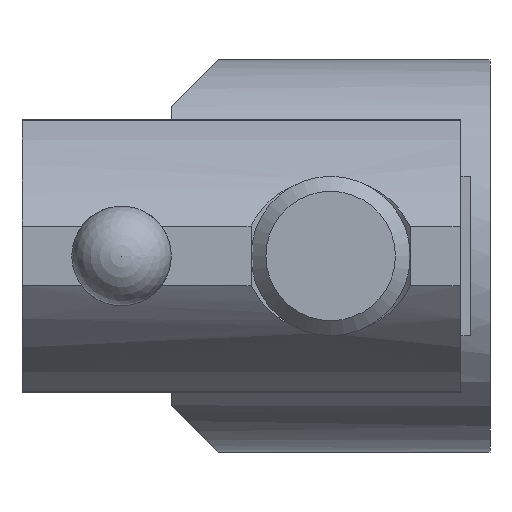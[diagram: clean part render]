
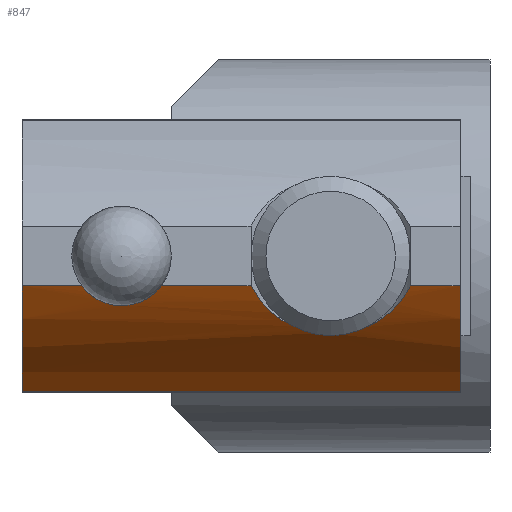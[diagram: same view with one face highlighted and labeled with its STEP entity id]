
A CAD part, left-side view. The second image highlights one B-rep face of the part: STEP entity #847.
In plain terms, the highlighted cylindrical face has radius 15 mm (diameter 30 mm), a partial arc.
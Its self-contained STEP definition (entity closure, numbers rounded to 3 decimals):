
#90=FACE_OUTER_BOUND('',#142,.T.);
#142=EDGE_LOOP('',(#608,#609,#610,#611,#612,#613,#614,#615));
#199=B_SPLINE_CURVE_WITH_KNOTS('',3,(#1393,#1394,#1395,#1396,#1397,#1398,
#1399,#1400,#1401,#1402,#1403,#1404,#1405,#1406),.UNSPECIFIED.,.F.,.F.,
(4,2,2,2,2,2,4),(-1.043,-0.995,-0.9,
-0.806,-0.711,-0.616,-0.568),
 .UNSPECIFIED.);
#202=B_SPLINE_CURVE_WITH_KNOTS('',3,(#1463,#1464,#1465,#1466,#1467,#1468,
#1469,#1470,#1471,#1472,#1473,#1474,#1475,#1476,#1477,#1478,#1479,#1480,
#1481),.UNSPECIFIED.,.F.,.F.,(4,2,2,2,3,2,2,2,4),(-0.525,-0.436,
-0.218,-0.109,0.,0.109,0.218,
0.436,0.525),.UNSPECIFIED.);
#217=LINE('',#1452,#279);
#218=LINE('',#1457,#280);
#219=LINE('',#1461,#281);
#220=LINE('',#1482,#282);
#279=VECTOR('',#1127,1000.);
#280=VECTOR('',#1132,1000.);
#281=VECTOR('',#1135,1000.);
#282=VECTOR('',#1136,1000.);
#341=CIRCLE('',#1005,15.);
#342=CIRCLE('',#1006,15.);
#385=VERTEX_POINT('',#1390);
#386=VERTEX_POINT('',#1392);
#394=VERTEX_POINT('',#1450);
#395=VERTEX_POINT('',#1454);
#396=VERTEX_POINT('',#1456);
#397=VERTEX_POINT('',#1458);
#398=VERTEX_POINT('',#1460);
#399=VERTEX_POINT('',#1462);
#466=EDGE_CURVE('',#385,#386,#199,.T.);
#478=EDGE_CURVE('',#385,#394,#217,.T.);
#479=EDGE_CURVE('',#394,#395,#341,.T.);
#480=EDGE_CURVE('',#396,#395,#218,.T.);
#481=EDGE_CURVE('',#397,#396,#342,.T.);
#482=EDGE_CURVE('',#397,#398,#219,.T.);
#483=EDGE_CURVE('',#399,#398,#202,.T.);
#484=EDGE_CURVE('',#399,#386,#220,.T.);
#608=ORIENTED_EDGE('',*,*,#466,.F.);
#609=ORIENTED_EDGE('',*,*,#478,.T.);
#610=ORIENTED_EDGE('',*,*,#479,.T.);
#611=ORIENTED_EDGE('',*,*,#480,.F.);
#612=ORIENTED_EDGE('',*,*,#481,.F.);
#613=ORIENTED_EDGE('',*,*,#482,.T.);
#614=ORIENTED_EDGE('',*,*,#483,.F.);
#615=ORIENTED_EDGE('',*,*,#484,.T.);
#836=CYLINDRICAL_SURFACE('',#1004,15.);
#847=ADVANCED_FACE('',(#90),#836,.T.);
#1004=AXIS2_PLACEMENT_3D('',#1453,#1128,#1129);
#1005=AXIS2_PLACEMENT_3D('',#1455,#1130,#1131);
#1006=AXIS2_PLACEMENT_3D('',#1459,#1133,#1134);
#1127=DIRECTION('',(0.,-1.,0.));
#1128=DIRECTION('center_axis',(0.,-1.,0.));
#1129=DIRECTION('ref_axis',(0.,0.,-1.));
#1130=DIRECTION('center_axis',(0.,1.,0.));
#1131=DIRECTION('ref_axis',(1.,0.,0.));
#1132=DIRECTION('',(0.,-1.,0.));
#1133=DIRECTION('center_axis',(0.,1.,0.));
#1134=DIRECTION('ref_axis',(1.,0.,0.));
#1135=DIRECTION('',(0.,-1.,0.));
#1136=DIRECTION('',(0.,-1.,0.));
#1390=CARTESIAN_POINT('',(7.,-12.5,-1.5));
#1392=CARTESIAN_POINT('',(7.,-8.5,-1.5));
#1393=CARTESIAN_POINT('Ctrl Pts',(7.,-12.5,-1.5));
#1394=CARTESIAN_POINT('Ctrl Pts',(6.92,-12.412,-1.618));
#1395=CARTESIAN_POINT('Ctrl Pts',(6.844,-12.313,-1.727));
#1396=CARTESIAN_POINT('Ctrl Pts',(6.636,-12.,-2.02));
#1397=CARTESIAN_POINT('Ctrl Pts',(6.503,-11.736,-2.196));
#1398=CARTESIAN_POINT('Ctrl Pts',(6.316,-11.144,-2.437));
#1399=CARTESIAN_POINT('Ctrl Pts',(6.265,-10.816,-2.5));
#1400=CARTESIAN_POINT('Ctrl Pts',(6.265,-10.184,-2.5));
#1401=CARTESIAN_POINT('Ctrl Pts',(6.316,-9.856,-2.437));
#1402=CARTESIAN_POINT('Ctrl Pts',(6.503,-9.264,-2.196));
#1403=CARTESIAN_POINT('Ctrl Pts',(6.636,-9.,-2.02));
#1404=CARTESIAN_POINT('Ctrl Pts',(6.844,-8.687,-1.727));
#1405=CARTESIAN_POINT('Ctrl Pts',(6.92,-8.588,-1.618));
#1406=CARTESIAN_POINT('Ctrl Pts',(7.,-8.5,-1.5));
#1450=CARTESIAN_POINT('',(7.,-15.5,-1.5));
#1452=CARTESIAN_POINT('',(7.,6.5,-1.5));
#1453=CARTESIAN_POINT('Origin',(-5.444,6.5,6.876));
#1454=CARTESIAN_POINT('',(0.705,-15.5,-6.806));
#1455=CARTESIAN_POINT('Origin',(-5.444,-15.5,6.876));
#1456=CARTESIAN_POINT('',(0.705,6.5,-6.806));
#1457=CARTESIAN_POINT('',(0.705,6.5,-6.806));
#1458=CARTESIAN_POINT('',(7.,6.5,-1.5));
#1459=CARTESIAN_POINT('Origin',(-5.444,6.5,6.876));
#1460=CARTESIAN_POINT('',(7.,4.,-1.5));
#1461=CARTESIAN_POINT('',(7.,6.5,-1.5));
#1462=CARTESIAN_POINT('',(7.,-4.,-1.5));
#1463=CARTESIAN_POINT('Ctrl Pts',(7.,-4.,-1.5));
#1464=CARTESIAN_POINT('Ctrl Pts',(6.835,-3.876,-1.744));
#1465=CARTESIAN_POINT('Ctrl Pts',(6.671,-3.736,-1.973));
#1466=CARTESIAN_POINT('Ctrl Pts',(6.138,-3.219,-2.677));
#1467=CARTESIAN_POINT('Ctrl Pts',(5.74,-2.706,-3.129));
#1468=CARTESIAN_POINT('Ctrl Pts',(5.311,-1.771,-3.582));
#1469=CARTESIAN_POINT('Ctrl Pts',(5.196,-1.432,-3.698));
#1470=CARTESIAN_POINT('Ctrl Pts',(5.04,-0.729,-3.852));
#1471=CARTESIAN_POINT('Ctrl Pts',(5.,-0.363,-3.891));
#1472=CARTESIAN_POINT('Ctrl Pts',(5.,0.,-3.891));
#1473=CARTESIAN_POINT('Ctrl Pts',(5.,0.363,-3.891));
#1474=CARTESIAN_POINT('Ctrl Pts',(5.04,0.729,-3.852));
#1475=CARTESIAN_POINT('Ctrl Pts',(5.196,1.432,-3.698));
#1476=CARTESIAN_POINT('Ctrl Pts',(5.311,1.771,-3.582));
#1477=CARTESIAN_POINT('Ctrl Pts',(5.74,2.706,-3.129));
#1478=CARTESIAN_POINT('Ctrl Pts',(6.138,3.219,-2.677));
#1479=CARTESIAN_POINT('Ctrl Pts',(6.671,3.736,-1.973));
#1480=CARTESIAN_POINT('Ctrl Pts',(6.835,3.876,-1.744));
#1481=CARTESIAN_POINT('Ctrl Pts',(7.,4.,-1.5));
#1482=CARTESIAN_POINT('',(7.,6.5,-1.5));
